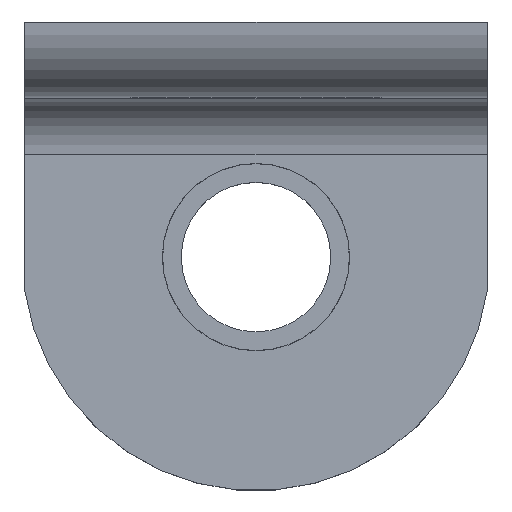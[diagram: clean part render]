
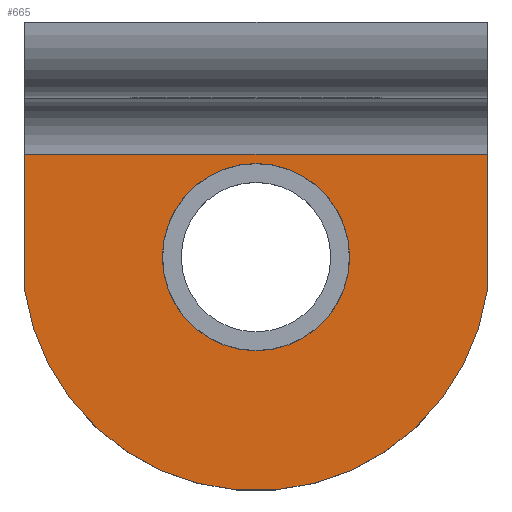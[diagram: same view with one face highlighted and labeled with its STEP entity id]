
A CAD part, top view. The second image highlights one B-rep face of the part: STEP entity #665.
In plain terms, the highlighted planar face has unit normal (0, 0, 1).
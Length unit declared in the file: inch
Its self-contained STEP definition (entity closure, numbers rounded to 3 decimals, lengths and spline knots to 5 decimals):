
#235=CARTESIAN_POINT('',(-0.2004,0.0,0.16));
#236=VERTEX_POINT('',#235);
#252=CARTESIAN_POINT('',(0.2004,0.,0.16));
#253=VERTEX_POINT('',#252);
#260=CARTESIAN_POINT('',(0.0,0.0,0.16));
#261=DIRECTION('',(0.0,0.0,-1.0));
#262=DIRECTION('',(-1.0,0.0,0.0));
#263=AXIS2_PLACEMENT_3D('',#260,#261,#262);
#264=CIRCLE('',#263,0.2004);
#265=EDGE_CURVE('',#236,#253,#264,.T.);
#275=CARTESIAN_POINT('',(-0.495,-0.07053,0.16));
#276=VERTEX_POINT('',#275);
#277=CARTESIAN_POINT('',(0.495,-0.07053,0.16));
#278=VERTEX_POINT('',#277);
#279=CARTESIAN_POINT('',(0.0,0.0,0.16));
#280=DIRECTION('',(0.0,0.0,1.0));
#281=DIRECTION('',(0.0,-1.0,0.0));
#282=AXIS2_PLACEMENT_3D('',#279,#280,#281);
#283=CIRCLE('',#282,0.5);
#284=EDGE_CURVE('',#276,#278,#283,.T.);
#351=CARTESIAN_POINT('',(0.495,0.22,0.16));
#352=VERTEX_POINT('',#351);
#360=CARTESIAN_POINT('',(0.495,0.22,0.16));
#361=DIRECTION('',(0.0,-1.0,0.0));
#362=VECTOR('',#361,0.29053);
#363=LINE('',#360,#362);
#364=EDGE_CURVE('',#352,#278,#363,.T.);
#409=CARTESIAN_POINT('',(0.0,0.0,0.16));
#410=DIRECTION('',(0.0,0.0,-1.0));
#411=DIRECTION('',(-1.0,0.0,0.0));
#412=AXIS2_PLACEMENT_3D('',#409,#410,#411);
#413=CIRCLE('',#412,0.2004);
#414=EDGE_CURVE('',#253,#236,#413,.T.);
#509=CARTESIAN_POINT('',(-0.495,0.22,0.16));
#510=VERTEX_POINT('',#509);
#511=CARTESIAN_POINT('',(-0.495,-0.07053,0.16));
#512=DIRECTION('',(0.0,1.0,0.0));
#513=VECTOR('',#512,0.29053);
#514=LINE('',#511,#513);
#515=EDGE_CURVE('',#276,#510,#514,.T.);
#637=CARTESIAN_POINT('',(-0.495,0.22,0.16));
#638=DIRECTION('',(1.0,0.0,0.0));
#639=VECTOR('',#638,0.99);
#640=LINE('',#637,#639);
#641=EDGE_CURVE('',#510,#352,#640,.T.);
#650=CARTESIAN_POINT('',(0.495,-0.005,0.16));
#651=DIRECTION('',(0.0,0.0,-1.0));
#652=DIRECTION('',(0.0,-1.0,0.0));
#653=AXIS2_PLACEMENT_3D('',#650,#651,#652);
#654=PLANE('',#653);
#655=ORIENTED_EDGE('',*,*,#284,.T.);
#656=ORIENTED_EDGE('',*,*,#364,.F.);
#657=ORIENTED_EDGE('',*,*,#641,.F.);
#658=ORIENTED_EDGE('',*,*,#515,.F.);
#659=EDGE_LOOP('',(#655,#656,#657,#658));
#660=FACE_OUTER_BOUND('',#659,.T.);
#661=ORIENTED_EDGE('',*,*,#265,.T.);
#662=ORIENTED_EDGE('',*,*,#414,.T.);
#663=EDGE_LOOP('',(#661,#662));
#664=FACE_BOUND('',#663,.T.);
#665=ADVANCED_FACE('',(#660,#664),#654,.F.);
